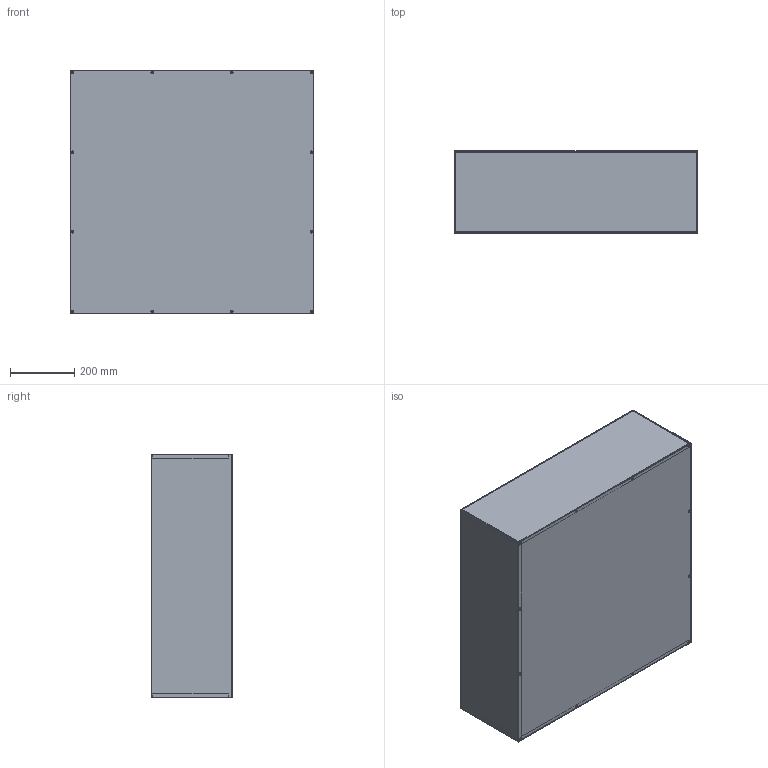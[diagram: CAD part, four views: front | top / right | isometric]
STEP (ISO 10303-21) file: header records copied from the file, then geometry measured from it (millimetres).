
FILE_DESCRIPTION( ( 'Unknown' ), '1' );
FILE_NAME( 'D303010.stp', 'Unknown', ( 'Unknown' ), ( 'Unknown' ), 'PSStep 16.0.42', 'Unknown', ' ' );
FILE_SCHEMA( ( 'AUTOMOTIVE_DESIGN { 1 0 10303 214 1 1 1 1 }' ) );
Length unit declared in the file: millimetre
Products named in the file (5): D303010_BOITIER; D303010B_16Ga; Dxx3010E_16Ga; Assem1; D3030C_16Ga
Assembly tree (5 placements, depth 3):
  Assem1
    D3030C_16Ga
    D303010_BOITIER
      D303010B_16Ga
      Dxx3010E_16Ga  x2
Bounding box: 762 x 255.52 x 762 mm (x, y, z)
Volume: 3023632 mm3; surface area: 3986368.4 mm2
Topology: 4 solids, 4 shells, 275 faces, 710 edges, 472 vertices
Faces by surface type: plane 182, cylinder 70, cone 8, torus 8, extrusion 7
Full cylindrical faces by diameter (mm): 0.346 x2, 3.658 x2, 4.293 x12, 6.35 x4, 6.706 x2, 7.925 x12
Entity records: 9175 total; most frequent: CARTESIAN_POINT 1433, DIRECTION 1141, ORIENTED_EDGE 1128, EDGE_CURVE 564, VERTEX_POINT 392, AXIS2_PLACEMENT_3D 387, VECTOR 367, LINE 360
